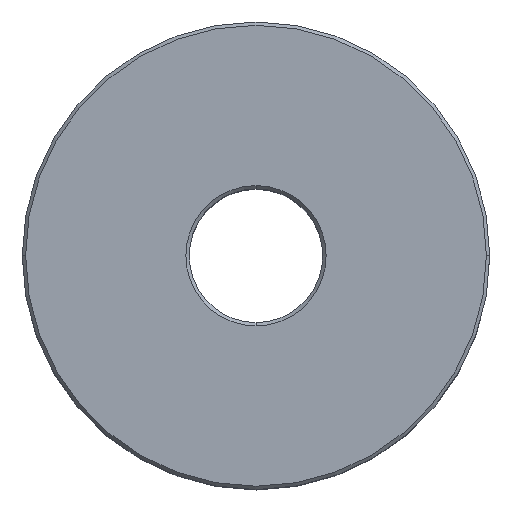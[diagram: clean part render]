
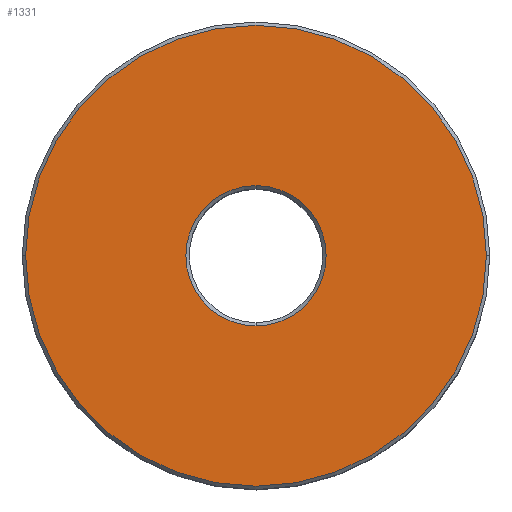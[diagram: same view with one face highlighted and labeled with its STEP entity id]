
A CAD part, top view. The second image highlights one B-rep face of the part: STEP entity #1331.
In plain terms, the highlighted planar face has unit normal (0, 0, 1).
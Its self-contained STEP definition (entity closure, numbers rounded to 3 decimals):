
#155 = ORIENTED_EDGE ( 'NONE', *, *, #1459, .T. ) ;
#211 = VERTEX_POINT ( 'NONE', #1250 ) ;
#256 = ORIENTED_EDGE ( 'NONE', *, *, #844, .T. ) ;
#259 = AXIS2_PLACEMENT_3D ( 'NONE', #290, #811, #557 ) ;
#289 = DIRECTION ( 'NONE',  ( 0., 0., 1. ) ) ;
#290 = CARTESIAN_POINT ( 'NONE',  ( 0., 0., 16. ) ) ;
#301 = CIRCLE ( 'NONE', #1006, 13.8 ) ;
#309 = DIRECTION ( 'NONE',  ( 1., 0., 0. ) ) ;
#351 = ORIENTED_EDGE ( 'NONE', *, *, #410, .T. ) ;
#352 = DIRECTION ( 'NONE',  ( 0., 0., -1. ) ) ;
#389 = CARTESIAN_POINT ( 'NONE',  ( 0., 0., 16. ) ) ;
#410 = EDGE_CURVE ( 'NONE', #211, #1207, #756, .T. ) ;
#422 = CARTESIAN_POINT ( 'NONE',  ( 0., 0., 16. ) ) ;
#425 = FACE_BOUND ( 'NONE', #601, .T. ) ;
#428 = CIRCLE ( 'NONE', #1101, 4.2 ) ;
#451 = PLANE ( 'NONE',  #1165 ) ;
#557 = DIRECTION ( 'NONE',  ( -1., 0., 0. ) ) ;
#595 = EDGE_LOOP ( 'NONE', ( #351, #256 ) ) ;
#601 = EDGE_LOOP ( 'NONE', ( #155, #1134 ) ) ;
#660 = CARTESIAN_POINT ( 'NONE',  ( 0., -4.2, 16. ) ) ;
#691 = VERTEX_POINT ( 'NONE', #1403 ) ;
#756 = CIRCLE ( 'NONE', #259, 13.8 ) ;
#811 = DIRECTION ( 'NONE',  ( 0., 0., 1. ) ) ;
#817 = EDGE_CURVE ( 'NONE', #691, #1125, #1433, .T. ) ;
#823 = CARTESIAN_POINT ( 'NONE',  ( 3.751, 0., 16. ) ) ;
#844 = EDGE_CURVE ( 'NONE', #1207, #211, #301, .T. ) ;
#925 = AXIS2_PLACEMENT_3D ( 'NONE', #422, #1311, #1451 ) ;
#948 = FACE_OUTER_BOUND ( 'NONE', #595, .T. ) ;
#1006 = AXIS2_PLACEMENT_3D ( 'NONE', #389, #289, #1193 ) ;
#1101 = AXIS2_PLACEMENT_3D ( 'NONE', #1640, #352, #1423 ) ;
#1125 = VERTEX_POINT ( 'NONE', #660 ) ;
#1134 = ORIENTED_EDGE ( 'NONE', *, *, #817, .T. ) ;
#1165 = AXIS2_PLACEMENT_3D ( 'NONE', #823, #1613, #309 ) ;
#1193 = DIRECTION ( 'NONE',  ( -1., 0., 0. ) ) ;
#1207 = VERTEX_POINT ( 'NONE', #1299 ) ;
#1250 = CARTESIAN_POINT ( 'NONE',  ( -13.8, 0., 16. ) ) ;
#1299 = CARTESIAN_POINT ( 'NONE',  ( 13.8, 0., 16. ) ) ;
#1311 = DIRECTION ( 'NONE',  ( 0., 0., -1. ) ) ;
#1331 = ADVANCED_FACE ( 'NONE', ( #425, #948 ), #451, .T. ) ;
#1403 = CARTESIAN_POINT ( 'NONE',  ( 0., 4.2, 16. ) ) ;
#1423 = DIRECTION ( 'NONE',  ( 0., -1., 0. ) ) ;
#1433 = CIRCLE ( 'NONE', #925, 4.2 ) ;
#1451 = DIRECTION ( 'NONE',  ( 0., -1., 0. ) ) ;
#1459 = EDGE_CURVE ( 'NONE', #1125, #691, #428, .T. ) ;
#1613 = DIRECTION ( 'NONE',  ( 0., 0., 1. ) ) ;
#1640 = CARTESIAN_POINT ( 'NONE',  ( 0., 0., 16. ) ) ;
